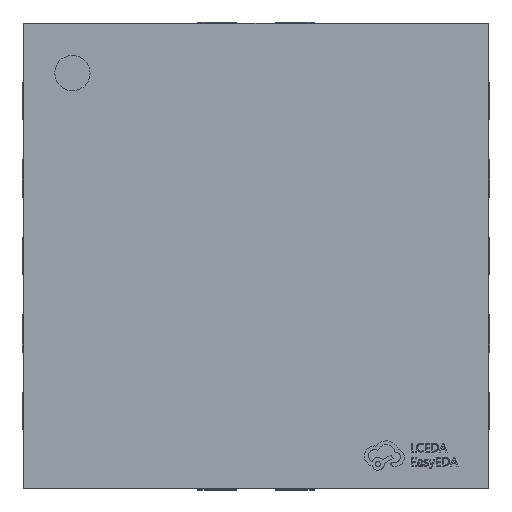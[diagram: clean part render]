
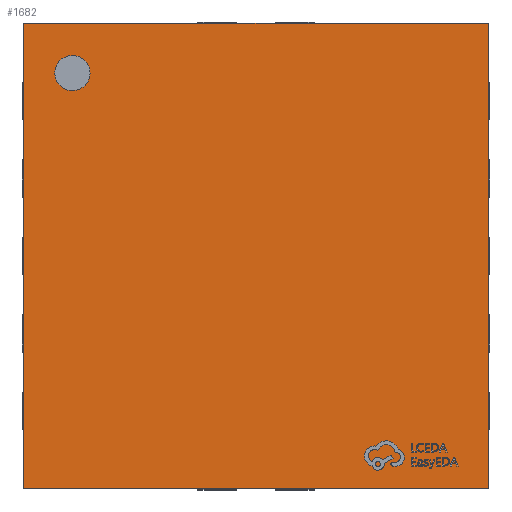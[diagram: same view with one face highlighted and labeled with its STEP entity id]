
A CAD part, top view. The second image highlights one B-rep face of the part: STEP entity #1682.
In plain terms, the highlighted free-form (B-spline) face has degree [1, 1] with [2, 2] control points.
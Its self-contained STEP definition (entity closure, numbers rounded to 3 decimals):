
#224 = VERTEX_POINT('',#225);
#225 = CARTESIAN_POINT('',(-1.071,1.179,0.92));
#230 = EDGE_CURVE('',#231,#224,#233,.T.);
#231 = VERTEX_POINT('',#232);
#232 = CARTESIAN_POINT('',(-1.298,1.179,0.92));
#233 = ( BOUNDED_CURVE() B_SPLINE_CURVE(2,(#234,#235,#236,#237,#238),
.UNSPECIFIED.,.F.,.F.) B_SPLINE_CURVE_WITH_KNOTS((3,2,3),(3.142,
4.712,6.283),.PIECEWISE_BEZIER_KNOTS.) CURVE() 
GEOMETRIC_REPRESENTATION_ITEM() RATIONAL_B_SPLINE_CURVE((1.,
0.707,1.,0.707,1.)) REPRESENTATION_ITEM('') );
#234 = CARTESIAN_POINT('',(-1.298,1.179,0.92));
#235 = CARTESIAN_POINT('',(-1.298,1.066,0.92));
#236 = CARTESIAN_POINT('',(-1.185,1.066,0.92));
#237 = CARTESIAN_POINT('',(-1.071,1.066,0.92));
#238 = CARTESIAN_POINT('',(-1.071,1.179,0.92));
#1419 = VERTEX_POINT('',#1420);
#1420 = CARTESIAN_POINT('',(1.5,1.5,0.92));
#1425 = EDGE_CURVE('',#1426,#1419,#1428,.T.);
#1426 = VERTEX_POINT('',#1427);
#1427 = CARTESIAN_POINT('',(1.5,-1.5,0.92));
#1428 = B_SPLINE_CURVE_WITH_KNOTS('',1,(#1429,#1430),.UNSPECIFIED.,.F.,
  .F.,(2,2),(-3.,0.),.PIECEWISE_BEZIER_KNOTS.);
#1429 = CARTESIAN_POINT('',(1.5,-1.5,0.92));
#1430 = CARTESIAN_POINT('',(1.5,1.5,0.92));
#1468 = VERTEX_POINT('',#1469);
#1469 = CARTESIAN_POINT('',(-1.5,1.5,0.92));
#1474 = EDGE_CURVE('',#1419,#1468,#1475,.T.);
#1475 = B_SPLINE_CURVE_WITH_KNOTS('',1,(#1476,#1477),.UNSPECIFIED.,.F.,
  .F.,(2,2),(-3.,-0.),.PIECEWISE_BEZIER_KNOTS.);
#1476 = CARTESIAN_POINT('',(1.5,1.5,0.92));
#1477 = CARTESIAN_POINT('',(-1.5,1.5,0.92));
#1530 = VERTEX_POINT('',#1531);
#1531 = CARTESIAN_POINT('',(-1.5,-1.5,0.92));
#1536 = EDGE_CURVE('',#1468,#1530,#1537,.T.);
#1537 = B_SPLINE_CURVE_WITH_KNOTS('',1,(#1538,#1539),.UNSPECIFIED.,.F.,
  .F.,(2,2),(0.,3.),.PIECEWISE_BEZIER_KNOTS.);
#1538 = CARTESIAN_POINT('',(-1.5,1.5,0.92));
#1539 = CARTESIAN_POINT('',(-1.5,-1.5,0.92));
#1666 = EDGE_CURVE('',#1530,#1426,#1667,.T.);
#1667 = B_SPLINE_CURVE_WITH_KNOTS('',1,(#1668,#1669),.UNSPECIFIED.,.F.,
  .F.,(2,2),(0.,3.),.PIECEWISE_BEZIER_KNOTS.);
#1668 = CARTESIAN_POINT('',(-1.5,-1.5,0.92));
#1669 = CARTESIAN_POINT('',(1.5,-1.5,0.92));
#1682 = ADVANCED_FACE('',(#1683,#1694),#1700,.T.);
#1683 = FACE_BOUND('',#1684,.T.);
#1684 = EDGE_LOOP('',(#1685,#1693));
#1685 = ORIENTED_EDGE('',*,*,#1686,.F.);
#1686 = EDGE_CURVE('',#224,#231,#1687,.T.);
#1687 = ( BOUNDED_CURVE() B_SPLINE_CURVE(2,(#1688,#1689,#1690,#1691,
#1692),.UNSPECIFIED.,.F.,.F.) B_SPLINE_CURVE_WITH_KNOTS((3,2,3),(0.,
1.571,3.142),.PIECEWISE_BEZIER_KNOTS.) CURVE() 
GEOMETRIC_REPRESENTATION_ITEM() RATIONAL_B_SPLINE_CURVE((1.,
0.707,1.,0.707,1.)) REPRESENTATION_ITEM('') );
#1688 = CARTESIAN_POINT('',(-1.071,1.179,0.92));
#1689 = CARTESIAN_POINT('',(-1.071,1.293,0.92));
#1690 = CARTESIAN_POINT('',(-1.185,1.293,0.92));
#1691 = CARTESIAN_POINT('',(-1.298,1.293,0.92));
#1692 = CARTESIAN_POINT('',(-1.298,1.179,0.92));
#1693 = ORIENTED_EDGE('',*,*,#230,.F.);
#1694 = FACE_BOUND('',#1695,.T.);
#1695 = EDGE_LOOP('',(#1696,#1697,#1698,#1699));
#1696 = ORIENTED_EDGE('',*,*,#1425,.T.);
#1697 = ORIENTED_EDGE('',*,*,#1474,.T.);
#1698 = ORIENTED_EDGE('',*,*,#1536,.T.);
#1699 = ORIENTED_EDGE('',*,*,#1666,.T.);
#1700 = B_SPLINE_SURFACE_WITH_KNOTS('',1,1,(
    (#1701,#1702)
    ,(#1703,#1704
    )),.UNSPECIFIED.,.F.,.F.,.F.,(2,2),(2,2),(-1.5,1.5),(-1.5,1.5),
  .PIECEWISE_BEZIER_KNOTS.);
#1701 = CARTESIAN_POINT('',(-1.5,-1.5,0.92));
#1702 = CARTESIAN_POINT('',(-1.5,1.5,0.92));
#1703 = CARTESIAN_POINT('',(1.5,-1.5,0.92));
#1704 = CARTESIAN_POINT('',(1.5,1.5,0.92));
